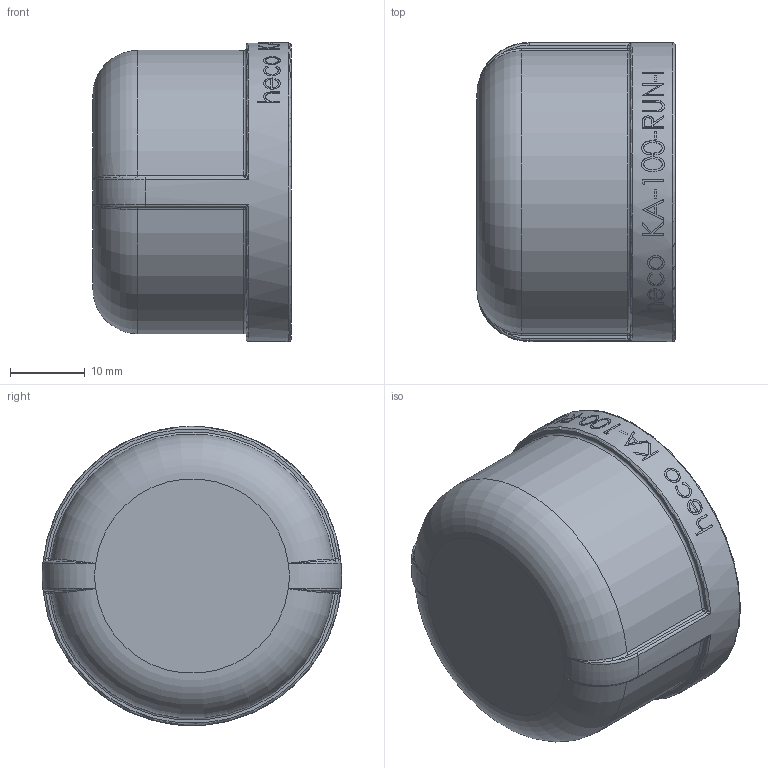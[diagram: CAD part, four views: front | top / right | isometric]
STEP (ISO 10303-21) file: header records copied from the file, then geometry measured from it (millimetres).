
FILE_DESCRIPTION (( 'STEP AP214' ), '1' );
FILE_NAME ('KA-100-RUN-I 2310.STEP', '2023-10-16T11:54:17', ( '' ), ( '' ), 'SwSTEP 2.0', 'SolidWorks 2019', '' );
FILE_SCHEMA (( 'AUTOMOTIVE_DESIGN' ));
Length unit declared in the file: millimetre
Products named in the file (1): KA-100-RUN-I 2310
Bounding box: 26.5 x 39.99 x 39.98 mm (x, y, z)
Volume: 11396.9 mm3; surface area: 7770.2 mm2
Topology: 1 solids, 1 shells, 234 faces, 587 edges, 371 vertices
Faces by surface type: bspline 104, plane 75, cylinder 39, torus 10, sphere 4, cone 2
Full cylindrical faces by diameter (mm): 30.291 x1, 33.449 x1, 40 x1
Entity records: 19313 total; most frequent: CARTESIAN_POINT 12855, ORIENTED_EDGE 1136, DIRECTION 604, EDGE_CURVE 568, VERTEX_POINT 367, B_SPLINE_CURVE_WITH_KNOTS 335, EDGE_LOOP 265, AXIS2_PLACEMENT_3D 240
